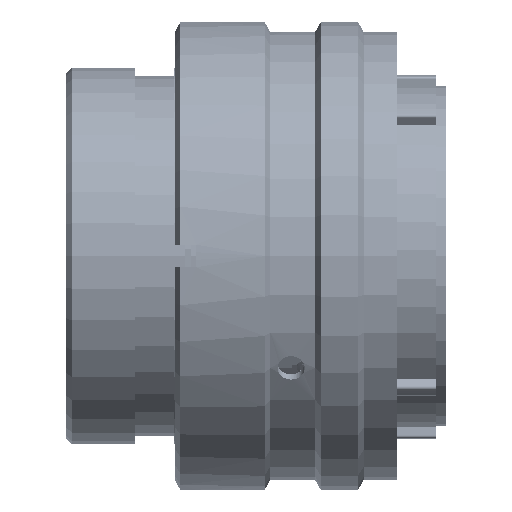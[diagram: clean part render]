
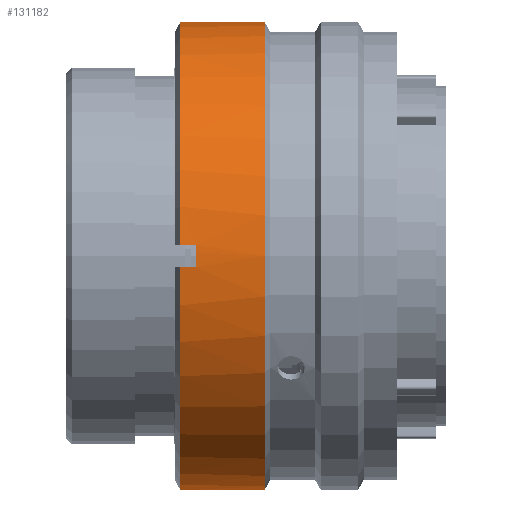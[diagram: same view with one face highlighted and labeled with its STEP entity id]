
A CAD part, front view. The second image highlights one B-rep face of the part: STEP entity #131182.
In plain terms, the highlighted cylindrical face has radius 20.6 mm (diameter 41.2 mm), a partial arc.
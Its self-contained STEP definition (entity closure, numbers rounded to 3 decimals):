
#10262 = VERTEX_POINT ( 'NONE', #244012 ) ;
#10839 = AXIS2_PLACEMENT_3D ( 'NONE', #57996, #178190, #179948 ) ;
#12050 = FACE_OUTER_BOUND ( 'NONE', #55779, .T. ) ;
#13297 = DIRECTION ( 'NONE',  ( 0., 0., -1. ) ) ;
#16212 = VECTOR ( 'NONE', #138241, 1000. ) ;
#22814 = VERTEX_POINT ( 'NONE', #197750 ) ;
#24884 = DIRECTION ( 'NONE',  ( 1., 0., 0. ) ) ;
#25172 = LINE ( 'NONE', #218665, #230493 ) ;
#27056 = EDGE_CURVE ( 'NONE', #87639, #174268, #31754, .T. ) ;
#31754 = LINE ( 'NONE', #169761, #221295 ) ;
#35643 = CARTESIAN_POINT ( 'NONE',  ( 11.42, 0., 0. ) ) ;
#41576 = AXIS2_PLACEMENT_3D ( 'NONE', #64447, #61789, #203213 ) ;
#46949 = CIRCLE ( 'NONE', #213505, 20.6 ) ;
#51475 = EDGE_CURVE ( 'NONE', #174407, #59025, #79557, .T. ) ;
#55779 = EDGE_LOOP ( 'NONE', ( #153211, #79610, #92309, #91714, #190745, #153701, #203758, #80322, #96356, #260285, #217300, #168344 ) ) ;
#55840 = VERTEX_POINT ( 'NONE', #116081 ) ;
#57996 = CARTESIAN_POINT ( 'NONE',  ( 10.02, 0., 0. ) ) ;
#59025 = VERTEX_POINT ( 'NONE', #181850 ) ;
#61789 = DIRECTION ( 'NONE',  ( 1., 0., 0. ) ) ;
#63855 = EDGE_CURVE ( 'NONE', #103716, #75643, #151578, .T. ) ;
#64447 = CARTESIAN_POINT ( 'NONE',  ( 17.44, 0., 0. ) ) ;
#75643 = VERTEX_POINT ( 'NONE', #81984 ) ;
#79557 = LINE ( 'NONE', #260533, #183881 ) ;
#79610 = ORIENTED_EDGE ( 'NONE', *, *, #131066, .T. ) ;
#80041 = CARTESIAN_POINT ( 'NONE',  ( 17.44, 0., 20.6 ) ) ;
#80322 = ORIENTED_EDGE ( 'NONE', *, *, #174006, .T. ) ;
#81984 = CARTESIAN_POINT ( 'NONE',  ( 17.44, 0., -20.6 ) ) ;
#86690 = LINE ( 'NONE', #136480, #16212 ) ;
#87639 = VERTEX_POINT ( 'NONE', #143174 ) ;
#88541 = VECTOR ( 'NONE', #236244, 1000. ) ;
#91714 = ORIENTED_EDGE ( 'NONE', *, *, #92825, .T. ) ;
#92309 = ORIENTED_EDGE ( 'NONE', *, *, #51475, .T. ) ;
#92825 = EDGE_CURVE ( 'NONE', #59025, #87639, #46949, .T. ) ;
#93248 = CARTESIAN_POINT ( 'NONE',  ( 29.07, 0., -20.6 ) ) ;
#96356 = ORIENTED_EDGE ( 'NONE', *, *, #165313, .T. ) ;
#96431 = LINE ( 'NONE', #199608, #109077 ) ;
#96583 = CIRCLE ( 'NONE', #209384, 20.6 ) ;
#96737 = DIRECTION ( 'NONE',  ( 0., 0., 1. ) ) ;
#98170 = AXIS2_PLACEMENT_3D ( 'NONE', #143310, #138885, #117628 ) ;
#98178 = DIRECTION ( 'NONE',  ( -1., 0., 0. ) ) ;
#100951 = CIRCLE ( 'NONE', #98170, 20.6 ) ;
#101134 = LINE ( 'NONE', #93248, #88541 ) ;
#103716 = VERTEX_POINT ( 'NONE', #80041 ) ;
#109077 = VECTOR ( 'NONE', #137834, 1000. ) ;
#113321 = VERTEX_POINT ( 'NONE', #187723 ) ;
#116081 = CARTESIAN_POINT ( 'NONE',  ( 10.02, -1., -20.576 ) ) ;
#117628 = DIRECTION ( 'NONE',  ( 0., 0., 1. ) ) ;
#119572 = VERTEX_POINT ( 'NONE', #223573 ) ;
#128193 = CARTESIAN_POINT ( 'NONE',  ( 29.07, 0., 0. ) ) ;
#131066 = EDGE_CURVE ( 'NONE', #119572, #174407, #100951, .T. ) ;
#131182 = ADVANCED_FACE ( 'NONE', ( #12050 ), #201779, .T. ) ;
#131658 = DIRECTION ( 'NONE',  ( 0., 0., -1. ) ) ;
#132142 = VERTEX_POINT ( 'NONE', #140058 ) ;
#134480 = DIRECTION ( 'NONE',  ( 1., 0., 0. ) ) ;
#135609 = CARTESIAN_POINT ( 'NONE',  ( 11.42, -1., 20.576 ) ) ;
#136480 = CARTESIAN_POINT ( 'NONE',  ( 29.07, 0., 20.6 ) ) ;
#137834 = DIRECTION ( 'NONE',  ( 1., 0., 0. ) ) ;
#138241 = DIRECTION ( 'NONE',  ( 1., 0., 0. ) ) ;
#138413 = DIRECTION ( 'NONE',  ( -1., 0., 0. ) ) ;
#138885 = DIRECTION ( 'NONE',  ( 1., 0., 0. ) ) ;
#140058 = CARTESIAN_POINT ( 'NONE',  ( 10.02, -20.576, -1. ) ) ;
#141407 = EDGE_CURVE ( 'NONE', #119572, #103716, #86690, .T. ) ;
#143174 = CARTESIAN_POINT ( 'NONE',  ( 10.02, -20.576, 1. ) ) ;
#143310 = CARTESIAN_POINT ( 'NONE',  ( 11.42, 0., 0. ) ) ;
#150368 = DIRECTION ( 'NONE',  ( 1., 0., 0. ) ) ;
#150929 = EDGE_CURVE ( 'NONE', #22814, #113321, #222910, .T. ) ;
#151578 = CIRCLE ( 'NONE', #41576, 20.6 ) ;
#153211 = ORIENTED_EDGE ( 'NONE', *, *, #141407, .F. ) ;
#153701 = ORIENTED_EDGE ( 'NONE', *, *, #261785, .T. ) ;
#165313 = EDGE_CURVE ( 'NONE', #55840, #22814, #96431, .T. ) ;
#168344 = ORIENTED_EDGE ( 'NONE', *, *, #63855, .F. ) ;
#169761 = CARTESIAN_POINT ( 'NONE',  ( 29.07, -20.576, 1. ) ) ;
#174006 = EDGE_CURVE ( 'NONE', #132142, #55840, #211213, .T. ) ;
#174268 = VERTEX_POINT ( 'NONE', #229291 ) ;
#174407 = VERTEX_POINT ( 'NONE', #135609 ) ;
#178190 = DIRECTION ( 'NONE',  ( 1., 0., 0. ) ) ;
#179948 = DIRECTION ( 'NONE',  ( 0., 0., -1. ) ) ;
#180491 = DIRECTION ( 'NONE',  ( 1., 0., 0. ) ) ;
#181850 = CARTESIAN_POINT ( 'NONE',  ( 10.02, -1., 20.576 ) ) ;
#183881 = VECTOR ( 'NONE', #98178, 1000. ) ;
#187723 = CARTESIAN_POINT ( 'NONE',  ( 11.42, 0., -20.6 ) ) ;
#190745 = ORIENTED_EDGE ( 'NONE', *, *, #27056, .T. ) ;
#197310 = DIRECTION ( 'NONE',  ( 1., 0., 0. ) ) ;
#197750 = CARTESIAN_POINT ( 'NONE',  ( 11.42, -1., -20.576 ) ) ;
#199608 = CARTESIAN_POINT ( 'NONE',  ( 29.07, -1., -20.576 ) ) ;
#201779 = CYLINDRICAL_SURFACE ( 'NONE', #211379, 20.6 ) ;
#203213 = DIRECTION ( 'NONE',  ( 0., 0., -1. ) ) ;
#203758 = ORIENTED_EDGE ( 'NONE', *, *, #225041, .T. ) ;
#209384 = AXIS2_PLACEMENT_3D ( 'NONE', #35643, #197310, #218443 ) ;
#211213 = CIRCLE ( 'NONE', #10839, 20.6 ) ;
#211379 = AXIS2_PLACEMENT_3D ( 'NONE', #128193, #24884, #131658 ) ;
#213505 = AXIS2_PLACEMENT_3D ( 'NONE', #254603, #134480, #13297 ) ;
#216612 = AXIS2_PLACEMENT_3D ( 'NONE', #260872, #180491, #96737 ) ;
#217300 = ORIENTED_EDGE ( 'NONE', *, *, #243904, .T. ) ;
#218443 = DIRECTION ( 'NONE',  ( 0., 0., 1. ) ) ;
#218665 = CARTESIAN_POINT ( 'NONE',  ( 29.07, -20.576, -1. ) ) ;
#221295 = VECTOR ( 'NONE', #150368, 1000. ) ;
#222910 = CIRCLE ( 'NONE', #216612, 20.6 ) ;
#223573 = CARTESIAN_POINT ( 'NONE',  ( 11.42, 0., 20.6 ) ) ;
#225041 = EDGE_CURVE ( 'NONE', #10262, #132142, #25172, .T. ) ;
#229291 = CARTESIAN_POINT ( 'NONE',  ( 11.42, -20.576, 1. ) ) ;
#230493 = VECTOR ( 'NONE', #138413, 1000. ) ;
#236244 = DIRECTION ( 'NONE',  ( 1., 0., 0. ) ) ;
#243904 = EDGE_CURVE ( 'NONE', #113321, #75643, #101134, .T. ) ;
#244012 = CARTESIAN_POINT ( 'NONE',  ( 11.42, -20.576, -1. ) ) ;
#254603 = CARTESIAN_POINT ( 'NONE',  ( 10.02, 0., 0. ) ) ;
#260285 = ORIENTED_EDGE ( 'NONE', *, *, #150929, .T. ) ;
#260533 = CARTESIAN_POINT ( 'NONE',  ( 29.07, -1., 20.576 ) ) ;
#260872 = CARTESIAN_POINT ( 'NONE',  ( 11.42, 0., 0. ) ) ;
#261785 = EDGE_CURVE ( 'NONE', #174268, #10262, #96583, .T. ) ;
